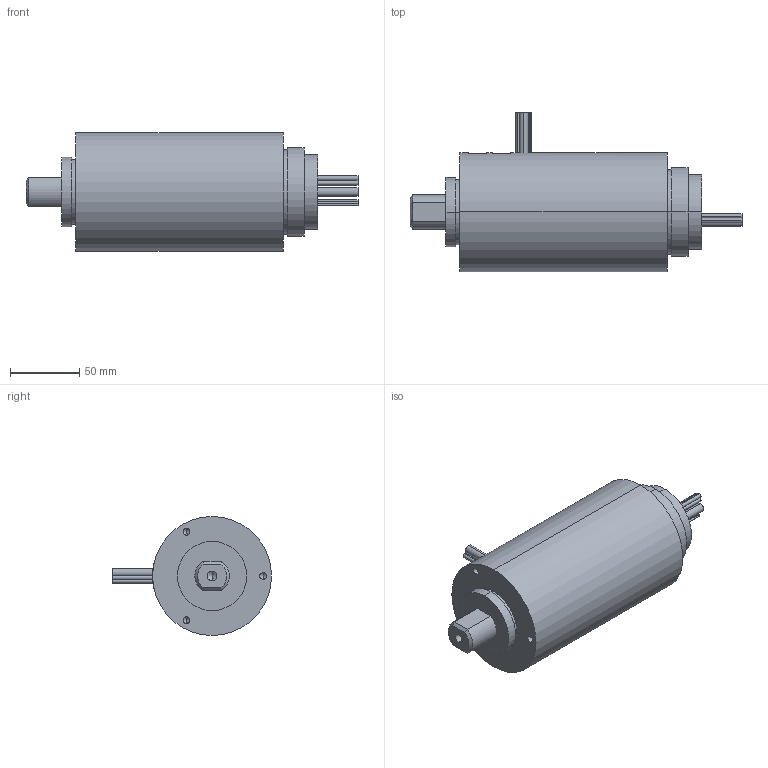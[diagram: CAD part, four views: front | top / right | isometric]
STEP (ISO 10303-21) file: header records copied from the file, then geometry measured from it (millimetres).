
FILE_DESCRIPTION (( 'STEP AP203' ), '1' );
FILE_NAME ('零件1.STEP', '2020-10-27T03:09:15', ( '微软用户' ), ( '微软中国' ), 'SwSTEP 2.0', 'SolidWorks 2014', '' );
FILE_SCHEMA (( 'CONFIG_CONTROL_DESIGN' ));
Length unit declared in the file: millimetre
Products named in the file (1): 錨璃1
Bounding box: 240 x 115 x 86 mm (x, y, z)
Volume: 968441.6 mm3; surface area: 69709.2 mm2
Topology: 1 solids, 1 shells, 152 faces, 326 edges, 197 vertices
Faces by surface type: cylinder 84, plane 40, cone 28
Entity records: 4295 total; most frequent: CARTESIAN_POINT 884, DIRECTION 768, ORIENTED_EDGE 616, AXIS2_PLACEMENT_3D 321, EDGE_CURVE 308, VERTEX_POINT 197, EDGE_LOOP 191, CIRCLE 168
